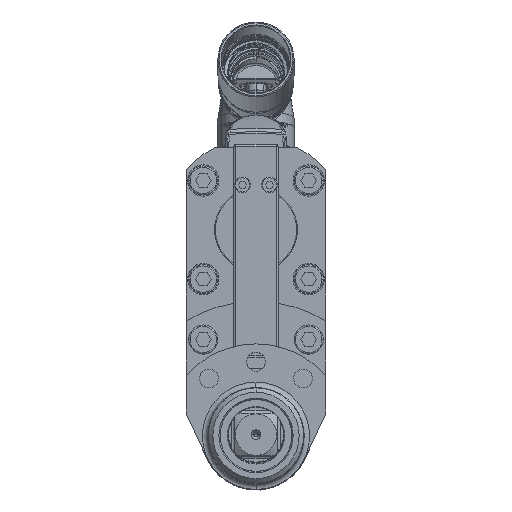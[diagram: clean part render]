
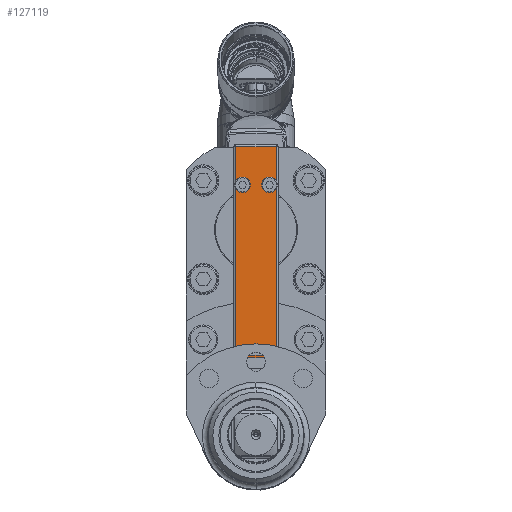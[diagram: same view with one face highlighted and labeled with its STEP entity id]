
A CAD part, top view. The second image highlights one B-rep face of the part: STEP entity #127119.
In plain terms, the highlighted planar face has unit normal (0, 0, 1).
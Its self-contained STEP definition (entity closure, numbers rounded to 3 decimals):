
#126591=DIRECTION('',(0.,-1.,0.));
#126592=VECTOR('',#126591,94.);
#126593=CARTESIAN_POINT('',(-9.,94.,0.));
#126594=LINE('',#126593,#126592);
#126598=DIRECTION('',(-1.,0.,0.));
#126599=VECTOR('',#126598,18.);
#126600=CARTESIAN_POINT('',(9.,94.,0.));
#126601=LINE('',#126600,#126599);
#126605=DIRECTION('',(0.,1.,0.));
#126606=VECTOR('',#126605,94.);
#126607=CARTESIAN_POINT('',(9.,0.,0.));
#126608=LINE('',#126607,#126606);
#126612=DIRECTION('',(-1.,0.,0.));
#126613=VECTOR('',#126612,18.);
#126614=CARTESIAN_POINT('',(9.,0.,0.));
#126615=LINE('',#126614,#126613);
#126619=CARTESIAN_POINT('',(6.,77.,0.));
#126620=DIRECTION('',(0.,0.,-1.));
#126621=DIRECTION('',(-1.,0.,0.));
#126622=AXIS2_PLACEMENT_3D('',#126619,#126620,#126621);
#126627=CARTESIAN_POINT('',(6.,77.,0.));
#126628=DIRECTION('',(0.,0.,-1.));
#126629=DIRECTION('',(1.,0.,0.));
#126630=AXIS2_PLACEMENT_3D('',#126627,#126628,#126629);
#126635=CARTESIAN_POINT('',(-6.,77.,0.));
#126636=DIRECTION('',(0.,0.,-1.));
#126637=DIRECTION('',(-1.,0.,0.));
#126638=AXIS2_PLACEMENT_3D('',#126635,#126636,#126637);
#126643=CARTESIAN_POINT('',(-6.,77.,0.));
#126644=DIRECTION('',(0.,0.,-1.));
#126645=DIRECTION('',(1.,0.,0.));
#126646=AXIS2_PLACEMENT_3D('',#126643,#126644,#126645);
#126793=CARTESIAN_POINT('',(-9.,94.,0.));
#126795=VERTEX_POINT('',#126793);
#126796=CARTESIAN_POINT('',(9.,94.,0.));
#126798=VERTEX_POINT('',#126796);
#126800=CARTESIAN_POINT('',(-9.,0.,0.));
#126802=VERTEX_POINT('',#126800);
#126807=CARTESIAN_POINT('',(9.,0.,0.));
#126809=VERTEX_POINT('',#126807);
#126852=CARTESIAN_POINT('',(3.75,77.,0.));
#126853=CARTESIAN_POINT('',(8.25,77.,0.));
#126854=VERTEX_POINT('',#126852);
#126855=VERTEX_POINT('',#126853);
#126860=CARTESIAN_POINT('',(-8.25,77.,0.));
#126861=CARTESIAN_POINT('',(-3.75,77.,0.));
#126862=VERTEX_POINT('',#126860);
#126863=VERTEX_POINT('',#126861);
#127095=CARTESIAN_POINT('',(0.,0.,0.));
#127096=DIRECTION('',(0.,0.,1.));
#127097=DIRECTION('',(1.,0.,0.));
#127098=AXIS2_PLACEMENT_3D('',#127095,#127096,#127097);
#127099=PLANE('',#127098);
#127100=ORIENTED_EDGE('',*,*,#127079,.F.);
#127101=ORIENTED_EDGE('',*,*,#126890,.F.);
#127103=ORIENTED_EDGE('',*,*,#127102,.F.);
#127104=ORIENTED_EDGE('',*,*,#127055,.T.);
#127105=EDGE_LOOP('',(#127100,#127101,#127103,#127104));
#127106=FACE_OUTER_BOUND('',#127105,.F.);
#127108=ORIENTED_EDGE('',*,*,#127107,.F.);
#127110=ORIENTED_EDGE('',*,*,#127109,.F.);
#127111=EDGE_LOOP('',(#127108,#127110));
#127112=FACE_BOUND('',#127111,.F.);
#127114=ORIENTED_EDGE('',*,*,#127113,.F.);
#127116=ORIENTED_EDGE('',*,*,#127115,.F.);
#127117=EDGE_LOOP('',(#127114,#127116));
#127118=FACE_BOUND('',#127117,.F.);
#127119=ADVANCED_FACE('',(#127106,#127112,#127118),#127099,.T.);
#126623=CIRCLE('',#126622,2.25);
#126631=CIRCLE('',#126630,2.25);
#126639=CIRCLE('',#126638,2.25);
#126647=CIRCLE('',#126646,2.25);
#126890=EDGE_CURVE('',#126798,#126795,#126601,.T.);
#127055=EDGE_CURVE('',#126809,#126802,#126615,.T.);
#127079=EDGE_CURVE('',#126795,#126802,#126594,.T.);
#127102=EDGE_CURVE('',#126809,#126798,#126608,.T.);
#127107=EDGE_CURVE('',#126854,#126855,#126623,.T.);
#127109=EDGE_CURVE('',#126855,#126854,#126631,.T.);
#127113=EDGE_CURVE('',#126862,#126863,#126639,.T.);
#127115=EDGE_CURVE('',#126863,#126862,#126647,.T.);
